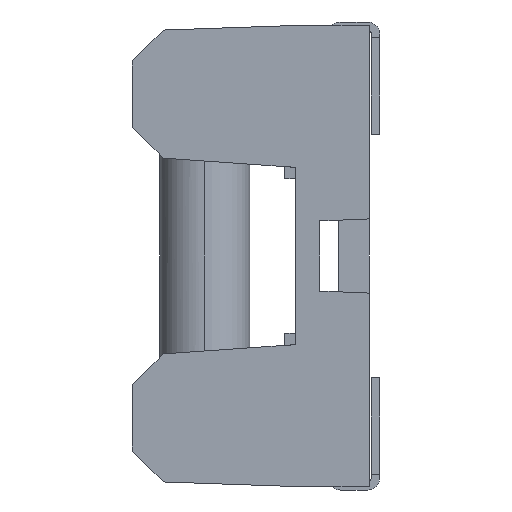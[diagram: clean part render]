
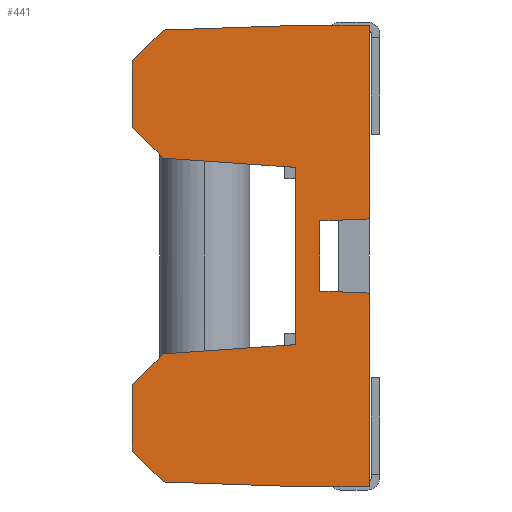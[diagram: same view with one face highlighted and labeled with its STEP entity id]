
A CAD part, left-side view. The second image highlights one B-rep face of the part: STEP entity #441.
In plain terms, the highlighted planar face has unit normal (-1, 0.026, 0).
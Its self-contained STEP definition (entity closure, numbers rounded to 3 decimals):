
#441=ADVANCED_FACE('',(#758),#5344,.T.);
#758=FACE_OUTER_BOUND('',#1086,.T.);
#1086=EDGE_LOOP('',(#2568,#2569,#2570,#2571,#2572,#2573,#2574,#2575,#2576,
#2577,#2578,#2579,#2580,#2581,#2582,#2583,#2584,#2585));
#2568=ORIENTED_EDGE('',*,*,#3623,.T.);
#2569=ORIENTED_EDGE('',*,*,#3624,.T.);
#2570=ORIENTED_EDGE('',*,*,#3570,.T.);
#2571=ORIENTED_EDGE('',*,*,#3608,.T.);
#2572=ORIENTED_EDGE('',*,*,#3625,.T.);
#2573=ORIENTED_EDGE('',*,*,#3626,.T.);
#2574=ORIENTED_EDGE('',*,*,#3509,.F.);
#2575=ORIENTED_EDGE('',*,*,#3553,.F.);
#2576=ORIENTED_EDGE('',*,*,#3536,.F.);
#2577=ORIENTED_EDGE('',*,*,#3627,.T.);
#2578=ORIENTED_EDGE('',*,*,#3628,.T.);
#2579=ORIENTED_EDGE('',*,*,#3629,.T.);
#2580=ORIENTED_EDGE('',*,*,#3630,.T.);
#2581=ORIENTED_EDGE('',*,*,#3631,.T.);
#2582=ORIENTED_EDGE('',*,*,#3632,.T.);
#2583=ORIENTED_EDGE('',*,*,#3600,.F.);
#2584=ORIENTED_EDGE('',*,*,#3616,.F.);
#2585=ORIENTED_EDGE('',*,*,#3633,.T.);
#3509=EDGE_CURVE('',#5055,#5056,#4187,.T.);
#3536=EDGE_CURVE('',#5078,#5079,#4214,.T.);
#3553=EDGE_CURVE('',#5079,#5055,#4231,.T.);
#3570=EDGE_CURVE('',#5106,#5105,#4248,.T.);
#3600=EDGE_CURVE('',#5125,#5126,#4278,.T.);
#3608=EDGE_CURVE('',#5105,#5130,#4286,.T.);
#3616=EDGE_CURVE('',#5134,#5125,#4294,.T.);
#3623=EDGE_CURVE('',#5138,#5139,#4301,.T.);
#3624=EDGE_CURVE('',#5139,#5106,#4302,.T.);
#3625=EDGE_CURVE('',#5130,#5140,#4303,.T.);
#3626=EDGE_CURVE('',#5140,#5056,#4304,.T.);
#3627=EDGE_CURVE('',#5078,#5141,#4305,.T.);
#3628=EDGE_CURVE('',#5141,#5142,#4306,.T.);
#3629=EDGE_CURVE('',#5142,#5097,#4307,.T.);
#3630=EDGE_CURVE('',#5097,#5099,#4308,.T.);
#3631=EDGE_CURVE('',#5099,#5143,#4309,.T.);
#3632=EDGE_CURVE('',#5143,#5126,#4310,.T.);
#3633=EDGE_CURVE('',#5134,#5138,#4311,.T.);
#4187=B_SPLINE_CURVE_WITH_KNOTS('',1,(#14947,#14948),.UNSPECIFIED.,.F.,
 .F.,(2,2),(0.,8.6),.UNSPECIFIED.);
#4214=B_SPLINE_CURVE_WITH_KNOTS('',1,(#15001,#15002),.UNSPECIFIED.,.F.,
 .F.,(2,2),(0.,2.122),.UNSPECIFIED.);
#4231=B_SPLINE_CURVE_WITH_KNOTS('',1,(#15035,#15036),.UNSPECIFIED.,.F.,
 .F.,(2,2),(0.,6.418),.UNSPECIFIED.);
#4248=B_SPLINE_CURVE_WITH_KNOTS('',1,(#15069,#15070),.UNSPECIFIED.,.F.,
 .F.,(2,2),(-2.122,0.),.UNSPECIFIED.);
#4278=B_SPLINE_CURVE_WITH_KNOTS('',1,(#15129,#15130),.UNSPECIFIED.,.F.,
 .F.,(2,2),(0.,3.4),.UNSPECIFIED.);
#4286=B_SPLINE_CURVE_WITH_KNOTS('',1,(#15145,#15146),.UNSPECIFIED.,.F.,
 .F.,(2,2),(-3.212,0.),.UNSPECIFIED.);
#4294=B_SPLINE_CURVE_WITH_KNOTS('',1,(#15161,#15162),.UNSPECIFIED.,.F.,
 .F.,(2,2),(0.,2.403),.UNSPECIFIED.);
#4301=B_SPLINE_CURVE_WITH_KNOTS('',1,(#15175,#15176),.UNSPECIFIED.,.F.,
 .F.,(2,2),(0.,3.101),.UNSPECIFIED.);
#4302=B_SPLINE_CURVE_WITH_KNOTS('',1,(#15177,#15178),.UNSPECIFIED.,.F.,
 .F.,(2,2),(0.,6.907),.UNSPECIFIED.);
#4303=B_SPLINE_CURVE_WITH_KNOTS('',1,(#15179,#15180),.UNSPECIFIED.,.F.,
 .F.,(2,2),(0.,2.122),.UNSPECIFIED.);
#4304=B_SPLINE_CURVE_WITH_KNOTS('',1,(#15181,#15182),.UNSPECIFIED.,.F.,
 .F.,(2,2),(0.,6.418),.UNSPECIFIED.);
#4305=B_SPLINE_CURVE_WITH_KNOTS('',1,(#15183,#15184),.UNSPECIFIED.,.F.,
 .F.,(2,2),(0.,3.212),.UNSPECIFIED.);
#4306=B_SPLINE_CURVE_WITH_KNOTS('',1,(#15185,#15186),.UNSPECIFIED.,.F.,
 .F.,(2,2),(0.,2.122),.UNSPECIFIED.);
#4307=B_SPLINE_CURVE_WITH_KNOTS('',1,(#15187,#15188),.UNSPECIFIED.,.F.,
 .F.,(2,2),(0.,6.907),.UNSPECIFIED.);
#4308=B_SPLINE_CURVE_WITH_KNOTS('',1,(#15189,#15190),.UNSPECIFIED.,.F.,
 .F.,(2,2),(0.,3.101),.UNSPECIFIED.);
#4309=B_SPLINE_CURVE_WITH_KNOTS('',1,(#15191,#15192),.UNSPECIFIED.,.F.,
 .F.,(2,2),(0.,9.4),.UNSPECIFIED.);
#4310=B_SPLINE_CURVE_WITH_KNOTS('',1,(#15193,#15194),.UNSPECIFIED.,.F.,
 .F.,(2,2),(0.,2.403),.UNSPECIFIED.);
#4311=B_SPLINE_CURVE_WITH_KNOTS('',1,(#15195,#15196),.UNSPECIFIED.,.F.,
 .F.,(2,2),(0.,9.4),.UNSPECIFIED.);
#5055=VERTEX_POINT('',#14803);
#5056=VERTEX_POINT('',#14804);
#5078=VERTEX_POINT('',#14826);
#5079=VERTEX_POINT('',#14827);
#5097=VERTEX_POINT('',#14845);
#5099=VERTEX_POINT('',#14847);
#5105=VERTEX_POINT('',#14853);
#5106=VERTEX_POINT('',#14854);
#5125=VERTEX_POINT('',#14873);
#5126=VERTEX_POINT('',#14874);
#5130=VERTEX_POINT('',#14878);
#5134=VERTEX_POINT('',#14882);
#5138=VERTEX_POINT('',#14886);
#5139=VERTEX_POINT('',#14887);
#5140=VERTEX_POINT('',#14888);
#5141=VERTEX_POINT('',#14889);
#5142=VERTEX_POINT('',#14890);
#5143=VERTEX_POINT('',#14891);
#5344=PLANE('',#5634);
#5634=AXIS2_PLACEMENT_3D('',#14754,#5819,$);
#5819=DIRECTION('',(-1.,0.026,0.));
#14754=CARTESIAN_POINT('',(-4.83,-0.662,-13.452));
#14803=CARTESIAN_POINT('',(-4.706,4.1,-4.3));
#14804=CARTESIAN_POINT('',(-4.706,4.1,4.3));
#14826=CARTESIAN_POINT('',(-4.499,12.,-6.248));
#14827=CARTESIAN_POINT('',(-4.538,10.5,-4.748));
#14845=CARTESIAN_POINT('',(-4.719,3.6,-11.2));
#14847=CARTESIAN_POINT('',(-4.8,0.5,-11.2));
#14853=CARTESIAN_POINT('',(-4.499,12.,9.459));
#14854=CARTESIAN_POINT('',(-4.538,10.5,10.959));
#14873=CARTESIAN_POINT('',(-4.737,2.9,1.7));
#14874=CARTESIAN_POINT('',(-4.737,2.9,-1.7));
#14878=CARTESIAN_POINT('',(-4.499,12.,6.248));
#14882=CARTESIAN_POINT('',(-4.8,0.5,1.8));
#14886=CARTESIAN_POINT('',(-4.8,0.5,11.2));
#14887=CARTESIAN_POINT('',(-4.719,3.6,11.2));
#14888=CARTESIAN_POINT('',(-4.538,10.5,4.748));
#14889=CARTESIAN_POINT('',(-4.499,12.,-9.459));
#14890=CARTESIAN_POINT('',(-4.538,10.5,-10.959));
#14891=CARTESIAN_POINT('',(-4.8,0.5,-1.8));
#14947=CARTESIAN_POINT('',(-4.706,4.1,-4.3));
#14948=CARTESIAN_POINT('',(-4.706,4.1,4.3));
#15001=CARTESIAN_POINT('',(-4.499,12.,-6.248));
#15002=CARTESIAN_POINT('',(-4.538,10.5,-4.748));
#15035=CARTESIAN_POINT('',(-4.538,10.5,-4.748));
#15036=CARTESIAN_POINT('',(-4.706,4.1,-4.3));
#15069=CARTESIAN_POINT('',(-4.538,10.5,10.959));
#15070=CARTESIAN_POINT('',(-4.499,12.,9.459));
#15129=CARTESIAN_POINT('',(-4.737,2.9,1.7));
#15130=CARTESIAN_POINT('',(-4.737,2.9,-1.7));
#15145=CARTESIAN_POINT('',(-4.499,12.,9.459));
#15146=CARTESIAN_POINT('',(-4.499,12.,6.248));
#15161=CARTESIAN_POINT('',(-4.8,0.5,1.8));
#15162=CARTESIAN_POINT('',(-4.737,2.9,1.7));
#15175=CARTESIAN_POINT('',(-4.8,0.5,11.2));
#15176=CARTESIAN_POINT('',(-4.719,3.6,11.2));
#15177=CARTESIAN_POINT('',(-4.719,3.6,11.2));
#15178=CARTESIAN_POINT('',(-4.538,10.5,10.959));
#15179=CARTESIAN_POINT('',(-4.499,12.,6.248));
#15180=CARTESIAN_POINT('',(-4.538,10.5,4.748));
#15181=CARTESIAN_POINT('',(-4.538,10.5,4.748));
#15182=CARTESIAN_POINT('',(-4.706,4.1,4.3));
#15183=CARTESIAN_POINT('',(-4.499,12.,-6.248));
#15184=CARTESIAN_POINT('',(-4.499,12.,-9.459));
#15185=CARTESIAN_POINT('',(-4.499,12.,-9.459));
#15186=CARTESIAN_POINT('',(-4.538,10.5,-10.959));
#15187=CARTESIAN_POINT('',(-4.538,10.5,-10.959));
#15188=CARTESIAN_POINT('',(-4.719,3.6,-11.2));
#15189=CARTESIAN_POINT('',(-4.719,3.6,-11.2));
#15190=CARTESIAN_POINT('',(-4.8,0.5,-11.2));
#15191=CARTESIAN_POINT('',(-4.8,0.5,-11.2));
#15192=CARTESIAN_POINT('',(-4.8,0.5,-1.8));
#15193=CARTESIAN_POINT('',(-4.8,0.5,-1.8));
#15194=CARTESIAN_POINT('',(-4.737,2.9,-1.7));
#15195=CARTESIAN_POINT('',(-4.8,0.5,1.8));
#15196=CARTESIAN_POINT('',(-4.8,0.5,11.2));
